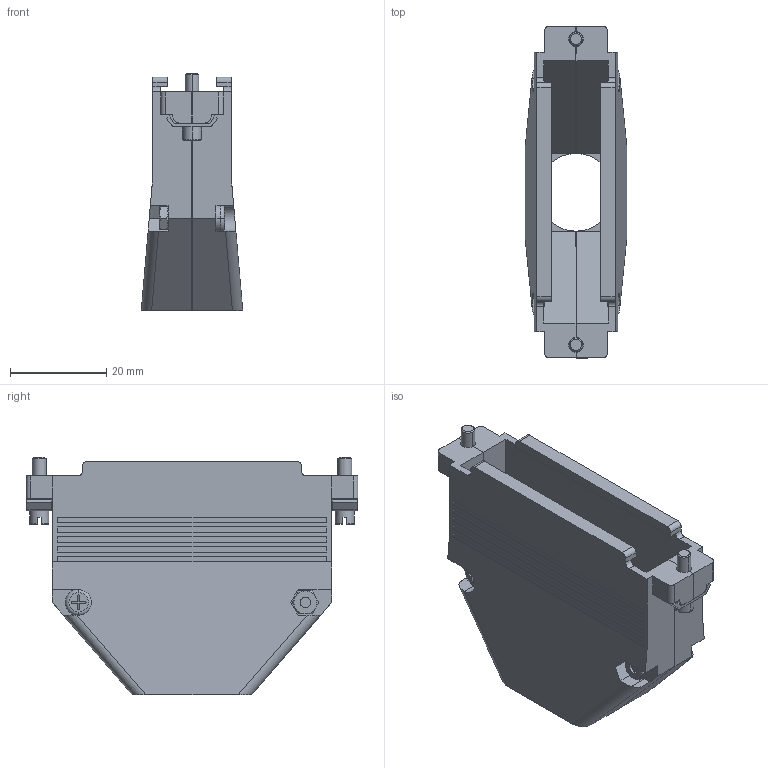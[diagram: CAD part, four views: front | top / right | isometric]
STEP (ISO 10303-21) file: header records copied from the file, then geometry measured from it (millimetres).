
FILE_DESCRIPTION (( 'STEP AP203' ), '1' );
FILE_NAME ('SDC37AG.STEP', '2006-06-23T20:18:37', ( 'lcom' ), ( 'lcom' ), 'SwSTEP 2.0', 'SolidWorks 2006004', '' );
FILE_SCHEMA (( 'CONFIG_CONTROL_DESIGN' ));
Length unit declared in the file: inch
Products named in the file (6): SDC37AG-MA1; SDC37AG; 3AA01-009_3AA01-009-437; 3AA10-001; 3AA02-005; 3AA01-003_3AA01-003-437
Assembly tree (10 placements, depth 2):
  SDC37AG
    SDC37AG-MA1  x2
    3AA01-003_3AA01-003-437  x2
    3AA01-009_3AA01-009-437  x2
    3AA02-005  x2
    3AA10-001  x2
Bounding box: 21.08 x 68.96 x 49.33 mm (x, y, z)
Volume: 14910.6 mm3; surface area: 16321.6 mm2
Topology: 10 solids, 10 shells, 378 faces, 946 edges, 602 vertices
Faces by surface type: plane 254, cylinder 72, cone 42, torus 10
Entity records: 6499 total; most frequent: CARTESIAN_POINT 1182, ORIENTED_EDGE 946, DIRECTION 935, EDGE_CURVE 473, VECTOR 331, LINE 331, AXIS2_PLACEMENT_3D 302, VERTEX_POINT 301
